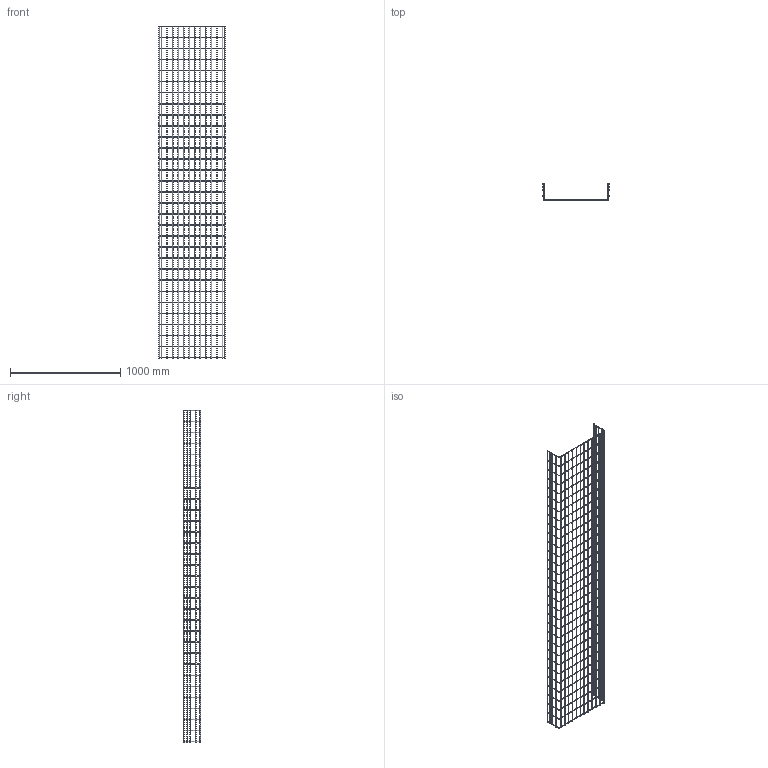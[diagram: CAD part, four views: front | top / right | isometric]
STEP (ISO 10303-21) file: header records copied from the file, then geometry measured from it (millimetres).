
FILE_DESCRIPTION (( 'STEP AP214' ), '1' );
FILE_NAME ('6003687.STP', '2018-01-09T14:22:31', ( '' ), ( '' ), 'SwSTEP 2.0', 'SolidWorks 2016', '' );
FILE_SCHEMA (( 'AUTOMOTIVE_DESIGN' ));
Length unit declared in the file: millimetre
Products named in the file (1): 6003687
Bounding box: 600 x 155 x 3007.9 mm (x, y, z)
Volume: 2380112.8 mm3; surface area: 1598028.1 mm2
Topology: 1 solids, 1 shells, 452 faces, 2786 edges, 1816 vertices
Faces by surface type: cylinder 226, torus 124, plane 102
Entity records: 63452 total; most frequent: CARTESIAN_POINT 42255, ORIENTED_EDGE 5572, DIRECTION 3152, EDGE_CURVE 2786, VERTEX_POINT 1816, B_SPLINE_CURVE_WITH_KNOTS 1240, AXIS2_PLACEMENT_3D 1153, EDGE_LOOP 1072
